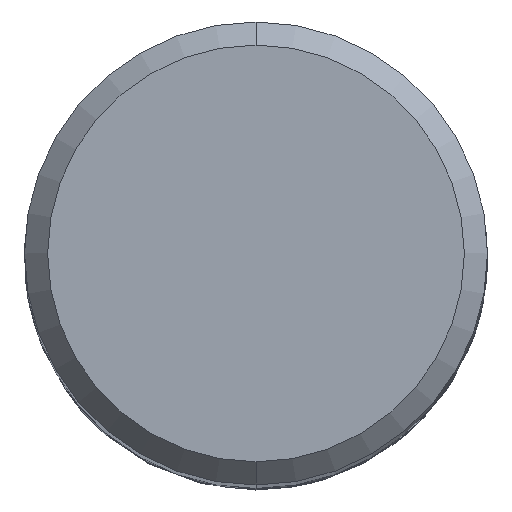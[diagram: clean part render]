
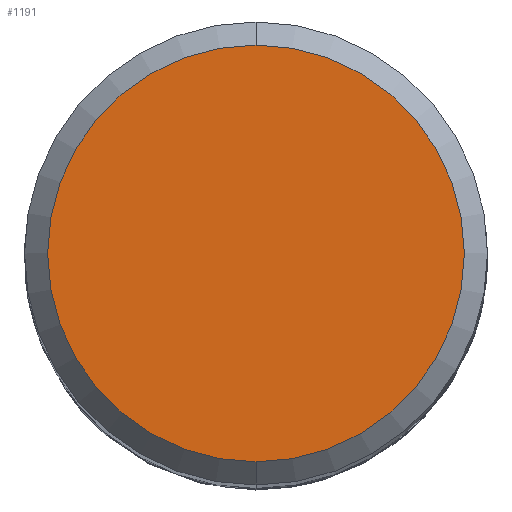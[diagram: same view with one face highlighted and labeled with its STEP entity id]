
A CAD part, top view. The second image highlights one B-rep face of the part: STEP entity #1191.
In plain terms, the highlighted planar face has unit normal (0, 0, 1).
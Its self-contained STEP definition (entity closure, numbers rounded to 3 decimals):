
#823=EDGE_CURVE('',#1049,#1321,#1749,.T.);
#1049=VERTEX_POINT('',#1996);
#1055=EDGE_CURVE('',#1321,#1049,#2003,.T.);
#1191=ADVANCED_FACE('',(#2151),#2152,.T.);
#1321=VERTEX_POINT('',#2291);
#1749=CIRCLE('',#6650,5.4);
#1996=CARTESIAN_POINT('',(0.0,5.4,0.0));
#2003=CIRCLE('',#9501,5.4);
#2151=FACE_OUTER_BOUND('',#11459,.T.);
#2152=PLANE('',#11460);
#2291=CARTESIAN_POINT('',(0.,-5.4,0.0));
#6650=AXIS2_PLACEMENT_3D('',#13705,#13706,#13707);
#9501=AXIS2_PLACEMENT_3D('',#13973,#13974,#13975);
#11459=EDGE_LOOP('',(#14098,#14099));
#11460=AXIS2_PLACEMENT_3D('',#14100,#14101,#14102);
#13705=CARTESIAN_POINT('',(0.0,0.0,0.0));
#13706=DIRECTION('',(0.0,0.0,-1.0));
#13707=DIRECTION('',(0.0,1.0,0.0));
#13973=CARTESIAN_POINT('',(0.0,0.0,0.0));
#13974=DIRECTION('',(0.0,0.0,-1.0));
#13975=DIRECTION('',(0.0,1.0,0.0));
#14098=ORIENTED_EDGE('',*,*,#823,.F.);
#14099=ORIENTED_EDGE('',*,*,#1055,.F.);
#14100=CARTESIAN_POINT('',(0.0,2.7,0.0));
#14101=DIRECTION('',(-0.0,0.0,1.0));
#14102=DIRECTION('',(0.0,-1.0,0.0));
